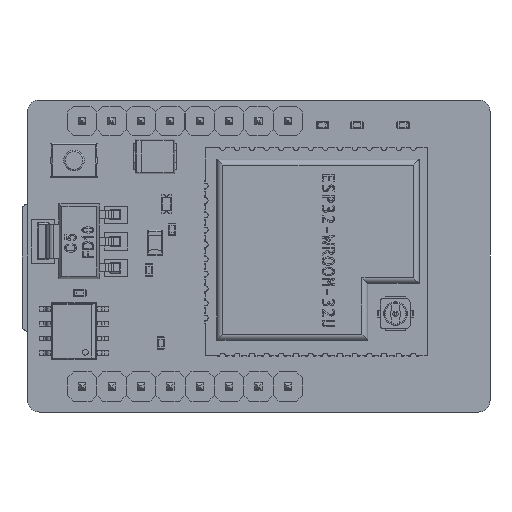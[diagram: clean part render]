
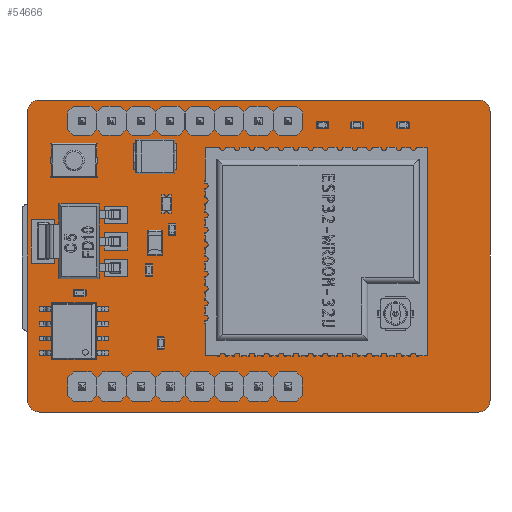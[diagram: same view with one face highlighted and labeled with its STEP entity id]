
A CAD part, front view. The second image highlights one B-rep face of the part: STEP entity #54666.
In plain terms, the highlighted planar face has unit normal (0, -1, 0).
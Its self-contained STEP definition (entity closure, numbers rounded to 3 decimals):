
#2636=CIRCLE('',#58724,1.);
#2640=CIRCLE('',#58731,1.);
#2641=CIRCLE('',#58734,1.);
#2642=CIRCLE('',#58737,1.);
#5695=FACE_OUTER_BOUND('',#8650,.T.);
#8650=EDGE_LOOP('',(#48618,#48619,#48620,#48621,#48622,#48623,#48624,#48625));
#14712=LINE('',#96693,#20785);
#14718=LINE('',#96713,#20791);
#14721=LINE('',#96721,#20794);
#14723=LINE('',#96727,#20796);
#20785=VECTOR('',#72293,10.);
#20791=VECTOR('',#72313,10.);
#20794=VECTOR('',#72322,10.);
#20796=VECTOR('',#72330,10.);
#25689=VERTEX_POINT('',#96683);
#25690=VERTEX_POINT('',#96685);
#25692=VERTEX_POINT('',#96691);
#25698=VERTEX_POINT('',#96707);
#25699=VERTEX_POINT('',#96711);
#25700=VERTEX_POINT('',#96715);
#25701=VERTEX_POINT('',#96719);
#25702=VERTEX_POINT('',#96723);
#33322=EDGE_CURVE('',#25689,#25690,#2636,.T.);
#33326=EDGE_CURVE('',#25689,#25692,#14712,.T.);
#33334=EDGE_CURVE('',#25698,#25692,#2640,.T.);
#33336=EDGE_CURVE('',#25698,#25699,#14718,.T.);
#33338=EDGE_CURVE('',#25700,#25699,#2641,.T.);
#33340=EDGE_CURVE('',#25700,#25701,#14721,.T.);
#33342=EDGE_CURVE('',#25702,#25701,#2642,.T.);
#33343=EDGE_CURVE('',#25702,#25690,#14723,.T.);
#48618=ORIENTED_EDGE('',*,*,#33322,.F.);
#48619=ORIENTED_EDGE('',*,*,#33326,.T.);
#48620=ORIENTED_EDGE('',*,*,#33334,.F.);
#48621=ORIENTED_EDGE('',*,*,#33336,.T.);
#48622=ORIENTED_EDGE('',*,*,#33338,.F.);
#48623=ORIENTED_EDGE('',*,*,#33340,.T.);
#48624=ORIENTED_EDGE('',*,*,#33342,.F.);
#48625=ORIENTED_EDGE('',*,*,#33343,.T.);
#50687=PLANE('',#58739);
#54666=ADVANCED_FACE('',(#5695),#50687,.F.);
#58724=AXIS2_PLACEMENT_3D('',#96686,#72286,#72287);
#58731=AXIS2_PLACEMENT_3D('',#96709,#72308,#72309);
#58734=AXIS2_PLACEMENT_3D('',#96717,#72317,#72318);
#58737=AXIS2_PLACEMENT_3D('',#96725,#72326,#72327);
#58739=AXIS2_PLACEMENT_3D('',#96728,#72331,#72332);
#72286=DIRECTION('center_axis',(0.,1.,0.));
#72287=DIRECTION('ref_axis',(-0.707,0.,-0.707));
#72293=DIRECTION('',(1.,0.,0.));
#72308=DIRECTION('center_axis',(0.,1.,0.));
#72309=DIRECTION('ref_axis',(0.707,0.,-0.707));
#72313=DIRECTION('',(0.,0.,1.));
#72317=DIRECTION('center_axis',(0.,1.,0.));
#72318=DIRECTION('ref_axis',(0.707,0.,0.707));
#72322=DIRECTION('',(-1.,0.,0.));
#72326=DIRECTION('center_axis',(0.,1.,0.));
#72327=DIRECTION('ref_axis',(-0.707,0.,0.707));
#72330=DIRECTION('',(0.,0.,-1.));
#72331=DIRECTION('center_axis',(0.,1.,0.));
#72332=DIRECTION('ref_axis',(1.,0.,0.));
#96683=CARTESIAN_POINT('',(1.,0.,0.));
#96685=CARTESIAN_POINT('',(0.,0.,1.));
#96686=CARTESIAN_POINT('Origin',(1.,0.,1.));
#96691=CARTESIAN_POINT('',(39.,0.,0.));
#96693=CARTESIAN_POINT('',(0.,0.,0.));
#96707=CARTESIAN_POINT('',(40.,0.,1.));
#96709=CARTESIAN_POINT('Origin',(39.,0.,1.));
#96711=CARTESIAN_POINT('',(40.,0.,26.));
#96713=CARTESIAN_POINT('',(40.,0.,0.));
#96715=CARTESIAN_POINT('',(39.,0.,27.));
#96717=CARTESIAN_POINT('Origin',(39.,0.,26.));
#96719=CARTESIAN_POINT('',(1.,0.,27.));
#96721=CARTESIAN_POINT('',(40.,0.,27.));
#96723=CARTESIAN_POINT('',(0.,0.,26.));
#96725=CARTESIAN_POINT('Origin',(1.,0.,26.));
#96727=CARTESIAN_POINT('',(0.,0.,27.));
#96728=CARTESIAN_POINT('Origin',(20.,0.,13.5));
